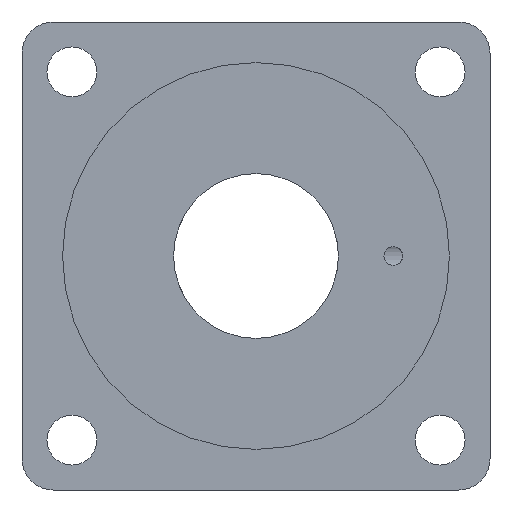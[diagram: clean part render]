
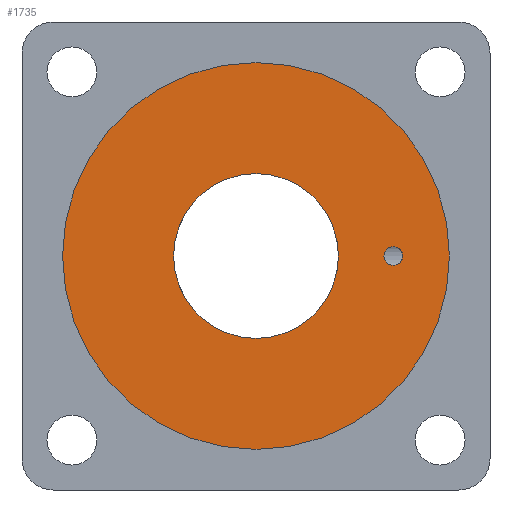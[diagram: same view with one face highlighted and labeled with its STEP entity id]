
A CAD part, left-side view. The second image highlights one B-rep face of the part: STEP entity #1735.
In plain terms, the highlighted planar face has unit normal (-1, 0, 0).
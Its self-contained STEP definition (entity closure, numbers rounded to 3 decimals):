
#14 = EDGE_CURVE ( 'NONE', #540, #288, #1681, .T. ) ;
#25 = DIRECTION ( 'NONE',  ( 0., 0., 1. ) ) ;
#144 = CARTESIAN_POINT ( 'NONE',  ( -30.5, -22., 1.5 ) ) ;
#148 = CARTESIAN_POINT ( 'NONE',  ( -30.5, -22., 0. ) ) ;
#183 = AXIS2_PLACEMENT_3D ( 'NONE', #1214, #279, #519 ) ;
#225 = AXIS2_PLACEMENT_3D ( 'NONE', #148, #1561, #25 ) ;
#252 = CARTESIAN_POINT ( 'NONE',  ( -30.5, 31., 0. ) ) ;
#268 = ORIENTED_EDGE ( 'NONE', *, *, #926, .T. ) ;
#279 = DIRECTION ( 'NONE',  ( -1., 0., 0. ) ) ;
#288 = VERTEX_POINT ( 'NONE', #1450 ) ;
#306 = ORIENTED_EDGE ( 'NONE', *, *, #822, .T. ) ;
#322 = DIRECTION ( 'NONE',  ( 1., 0., 0. ) ) ;
#338 = AXIS2_PLACEMENT_3D ( 'NONE', #1661, #1250, #588 ) ;
#377 = FACE_BOUND ( 'NONE', #1235, .T. ) ;
#404 = CARTESIAN_POINT ( 'NONE',  ( -30.5, 0., 0. ) ) ;
#418 = EDGE_CURVE ( 'NONE', #1032, #548, #679, .T. ) ;
#519 = DIRECTION ( 'NONE',  ( 0., 0., 1. ) ) ;
#525 = ORIENTED_EDGE ( 'NONE', *, *, #14, .T. ) ;
#540 = VERTEX_POINT ( 'NONE', #661 ) ;
#543 = ORIENTED_EDGE ( 'NONE', *, *, #1757, .F. ) ;
#548 = VERTEX_POINT ( 'NONE', #144 ) ;
#577 = AXIS2_PLACEMENT_3D ( 'NONE', #252, #803, #1095 ) ;
#588 = DIRECTION ( 'NONE',  ( 0., 0., -1. ) ) ;
#661 = CARTESIAN_POINT ( 'NONE',  ( -30.5, 0., 13.201 ) ) ;
#679 = CIRCLE ( 'NONE', #225, 1.5 ) ;
#680 = FACE_BOUND ( 'NONE', #978, .T. ) ;
#701 = ORIENTED_EDGE ( 'NONE', *, *, #418, .F. ) ;
#716 = DIRECTION ( 'NONE',  ( -1., 0., 0. ) ) ;
#722 = EDGE_LOOP ( 'NONE', ( #1417, #268 ) ) ;
#803 = DIRECTION ( 'NONE',  ( 1., 0., 0. ) ) ;
#822 = EDGE_CURVE ( 'NONE', #288, #540, #1188, .T. ) ;
#889 = VERTEX_POINT ( 'NONE', #1388 ) ;
#899 = AXIS2_PLACEMENT_3D ( 'NONE', #1031, #322, #1589 ) ;
#924 = FACE_OUTER_BOUND ( 'NONE', #722, .T. ) ;
#926 = EDGE_CURVE ( 'NONE', #1088, #889, #1262, .T. ) ;
#928 = EDGE_CURVE ( 'NONE', #889, #1088, #1077, .T. ) ;
#956 = DIRECTION ( 'NONE',  ( -1., 0., 0. ) ) ;
#978 = EDGE_LOOP ( 'NONE', ( #543, #701 ) ) ;
#980 = CIRCLE ( 'NONE', #183, 1.5 ) ;
#1031 = CARTESIAN_POINT ( 'NONE',  ( -30.5, 0., 0. ) ) ;
#1032 = VERTEX_POINT ( 'NONE', #1431 ) ;
#1077 = CIRCLE ( 'NONE', #1491, 31. ) ;
#1088 = VERTEX_POINT ( 'NONE', #1480 ) ;
#1089 = CARTESIAN_POINT ( 'NONE',  ( -30.5, 0., 0. ) ) ;
#1095 = DIRECTION ( 'NONE',  ( 0., 1., 0. ) ) ;
#1188 = CIRCLE ( 'NONE', #338, 13.201 ) ;
#1214 = CARTESIAN_POINT ( 'NONE',  ( -30.5, -22., 0. ) ) ;
#1235 = EDGE_LOOP ( 'NONE', ( #306, #525 ) ) ;
#1250 = DIRECTION ( 'NONE',  ( 1., 0., 0. ) ) ;
#1262 = CIRCLE ( 'NONE', #1411, 31. ) ;
#1388 = CARTESIAN_POINT ( 'NONE',  ( -30.5, 0., 31. ) ) ;
#1411 = AXIS2_PLACEMENT_3D ( 'NONE', #1089, #716, #1650 ) ;
#1417 = ORIENTED_EDGE ( 'NONE', *, *, #928, .T. ) ;
#1431 = CARTESIAN_POINT ( 'NONE',  ( -30.5, -22., -1.5 ) ) ;
#1450 = CARTESIAN_POINT ( 'NONE',  ( -30.5, 0., -13.201 ) ) ;
#1480 = CARTESIAN_POINT ( 'NONE',  ( -30.5, 0., -31. ) ) ;
#1491 = AXIS2_PLACEMENT_3D ( 'NONE', #404, #956, #1517 ) ;
#1493 = PLANE ( 'NONE',  #577 ) ;
#1517 = DIRECTION ( 'NONE',  ( 0., 0., 1. ) ) ;
#1561 = DIRECTION ( 'NONE',  ( -1., 0., 0. ) ) ;
#1589 = DIRECTION ( 'NONE',  ( 0., 0., -1. ) ) ;
#1650 = DIRECTION ( 'NONE',  ( 0., 0., 1. ) ) ;
#1661 = CARTESIAN_POINT ( 'NONE',  ( -30.5, 0., 0. ) ) ;
#1681 = CIRCLE ( 'NONE', #899, 13.201 ) ;
#1735 = ADVANCED_FACE ( 'NONE', ( #680, #377, #924 ), #1493, .F. ) ;
#1757 = EDGE_CURVE ( 'NONE', #548, #1032, #980, .T. ) ;
